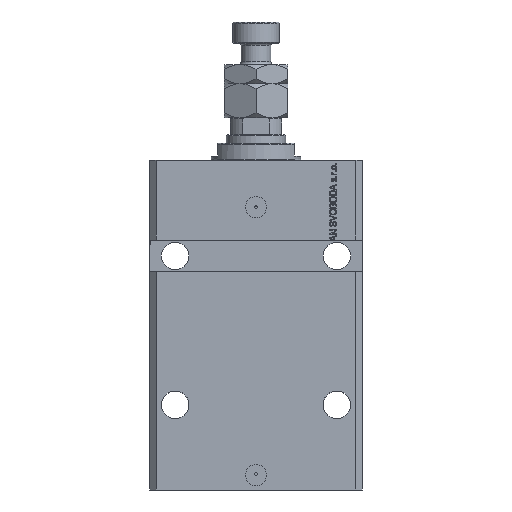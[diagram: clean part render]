
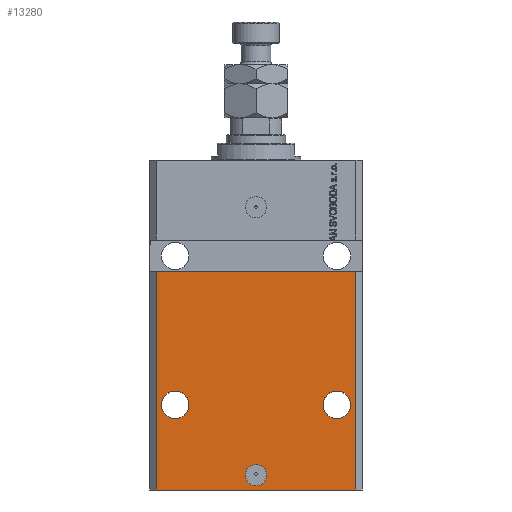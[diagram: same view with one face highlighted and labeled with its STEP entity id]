
A CAD part, front view. The second image highlights one B-rep face of the part: STEP entity #13280.
In plain terms, the highlighted planar face has unit normal (0, -1, 0).
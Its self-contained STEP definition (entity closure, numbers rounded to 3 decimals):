
#540 = FACE_BOUND ( 'NONE', #44415, .T. ) ;
#600 = EDGE_CURVE ( 'NONE', #48818, #27266, #23090, .T. ) ;
#961 = CARTESIAN_POINT ( 'NONE',  ( 5., -37.5, -148. ) ) ;
#1138 = CIRCLE ( 'NONE', #31738, 5. ) ;
#1347 = CARTESIAN_POINT ( 'NONE',  ( -38., -37.5, -115. ) ) ;
#1735 = CARTESIAN_POINT ( 'NONE',  ( 47., -37.5, -52.5 ) ) ;
#2107 = VERTEX_POINT ( 'NONE', #1735 ) ;
#4821 = FACE_BOUND ( 'NONE', #11695, .T. ) ;
#4927 = DIRECTION ( 'NONE',  ( 0., 0., 1. ) ) ;
#5059 = CIRCLE ( 'NONE', #26794, 6.5 ) ;
#5731 = ORIENTED_EDGE ( 'NONE', *, *, #20981, .F. ) ;
#5932 = EDGE_CURVE ( 'NONE', #25577, #2107, #34278, .T. ) ;
#5935 = ORIENTED_EDGE ( 'NONE', *, *, #5932, .F. ) ;
#6108 = EDGE_CURVE ( 'NONE', #12461, #7722, #46605, .T. ) ;
#6925 = VERTEX_POINT ( 'NONE', #32602 ) ;
#6995 = DIRECTION ( 'NONE',  ( 0., -1., 0. ) ) ;
#7278 = DIRECTION ( 'NONE',  ( 1., 0., 0. ) ) ;
#7497 = CARTESIAN_POINT ( 'NONE',  ( 38., -37.5, -115. ) ) ;
#7722 = VERTEX_POINT ( 'NONE', #14013 ) ;
#7808 = AXIS2_PLACEMENT_3D ( 'NONE', #1347, #28305, #21244 ) ;
#7854 = CARTESIAN_POINT ( 'NONE',  ( -47., -37.5, -155. ) ) ;
#10698 = EDGE_CURVE ( 'NONE', #6925, #44282, #22763, .T. ) ;
#10788 = LINE ( 'NONE', #44872, #33939 ) ;
#11057 = CARTESIAN_POINT ( 'NONE',  ( 47., -37.5, -155. ) ) ;
#11354 = CARTESIAN_POINT ( 'NONE',  ( -31.5, -37.5, -115. ) ) ;
#11516 = VERTEX_POINT ( 'NONE', #11057 ) ;
#11695 = EDGE_LOOP ( 'NONE', ( #38594, #31624 ) ) ;
#12461 = VERTEX_POINT ( 'NONE', #961 ) ;
#12483 = EDGE_CURVE ( 'NONE', #44282, #6925, #5059, .T. ) ;
#13280 = ADVANCED_FACE ( 'NONE', ( #4821, #540, #16409, #42434 ), #31297, .T. ) ;
#14013 = CARTESIAN_POINT ( 'NONE',  ( -5., -37.5, -148. ) ) ;
#14729 = VECTOR ( 'NONE', #4927, 1000. ) ;
#16409 = FACE_BOUND ( 'NONE', #29669, .T. ) ;
#16630 = ORIENTED_EDGE ( 'NONE', *, *, #36695, .F. ) ;
#18303 = EDGE_CURVE ( 'NONE', #7722, #12461, #1138, .T. ) ;
#18973 = CIRCLE ( 'NONE', #34304, 6.5 ) ;
#19192 = DIRECTION ( 'NONE',  ( 0., -1., 0. ) ) ;
#19309 = ORIENTED_EDGE ( 'NONE', *, *, #43689, .T. ) ;
#19891 = DIRECTION ( 'NONE',  ( 0., -1., 0. ) ) ;
#20981 = EDGE_CURVE ( 'NONE', #27266, #48818, #18973, .T. ) ;
#21244 = DIRECTION ( 'NONE',  ( -1., 0., 0. ) ) ;
#22763 = CIRCLE ( 'NONE', #49358, 6.5 ) ;
#23090 = CIRCLE ( 'NONE', #7808, 6.5 ) ;
#23378 = DIRECTION ( 'NONE',  ( -1., 0., 0. ) ) ;
#23841 = CARTESIAN_POINT ( 'NONE',  ( 47., -37.5, -155. ) ) ;
#24001 = VECTOR ( 'NONE', #7278, 1000. ) ;
#24397 = CARTESIAN_POINT ( 'NONE',  ( 38., -37.5, -115. ) ) ;
#25577 = VERTEX_POINT ( 'NONE', #36527 ) ;
#26794 = AXIS2_PLACEMENT_3D ( 'NONE', #24397, #39064, #43110 ) ;
#27266 = VERTEX_POINT ( 'NONE', #11354 ) ;
#28305 = DIRECTION ( 'NONE',  ( 0., -1., 0. ) ) ;
#28932 = DIRECTION ( 'NONE',  ( 1., 0., 0. ) ) ;
#29464 = VERTEX_POINT ( 'NONE', #41354 ) ;
#29669 = EDGE_LOOP ( 'NONE', ( #5731, #33024 ) ) ;
#29935 = DIRECTION ( 'NONE',  ( 0., 0., 1. ) ) ;
#30181 = DIRECTION ( 'NONE',  ( 1., 0., 0. ) ) ;
#31169 = CARTESIAN_POINT ( 'NONE',  ( 31.5, -37.5, -115. ) ) ;
#31297 = PLANE ( 'NONE',  #48614 ) ;
#31438 = CARTESIAN_POINT ( 'NONE',  ( -38., -37.5, -115. ) ) ;
#31624 = ORIENTED_EDGE ( 'NONE', *, *, #18303, .F. ) ;
#31738 = AXIS2_PLACEMENT_3D ( 'NONE', #35537, #19891, #43375 ) ;
#31919 = ORIENTED_EDGE ( 'NONE', *, *, #48489, .T. ) ;
#32602 = CARTESIAN_POINT ( 'NONE',  ( 44.5, -37.5, -115. ) ) ;
#33024 = ORIENTED_EDGE ( 'NONE', *, *, #600, .F. ) ;
#33182 = ORIENTED_EDGE ( 'NONE', *, *, #12483, .F. ) ;
#33939 = VECTOR ( 'NONE', #29935, 1000. ) ;
#34278 = LINE ( 'NONE', #41863, #24001 ) ;
#34304 = AXIS2_PLACEMENT_3D ( 'NONE', #31438, #34739, #23378 ) ;
#34739 = DIRECTION ( 'NONE',  ( 0., -1., 0. ) ) ;
#35537 = CARTESIAN_POINT ( 'NONE',  ( 0., -37.5, -148. ) ) ;
#36094 = AXIS2_PLACEMENT_3D ( 'NONE', #45334, #48379, #37509 ) ;
#36527 = CARTESIAN_POINT ( 'NONE',  ( -47., -37.5, -52.5 ) ) ;
#36695 = EDGE_CURVE ( 'NONE', #29464, #25577, #10788, .T. ) ;
#36731 = EDGE_LOOP ( 'NONE', ( #5935, #16630, #31919, #19309 ) ) ;
#37509 = DIRECTION ( 'NONE',  ( 1., 0., 0. ) ) ;
#38594 = ORIENTED_EDGE ( 'NONE', *, *, #6108, .F. ) ;
#38997 = LINE ( 'NONE', #23841, #14729 ) ;
#39064 = DIRECTION ( 'NONE',  ( 0., -1., 0. ) ) ;
#41314 = CARTESIAN_POINT ( 'NONE',  ( -47., -37.5, -155. ) ) ;
#41354 = CARTESIAN_POINT ( 'NONE',  ( -47., -37.5, -155. ) ) ;
#41863 = CARTESIAN_POINT ( 'NONE',  ( -50., -37.5, -52.5 ) ) ;
#42434 = FACE_OUTER_BOUND ( 'NONE', #36731, .T. ) ;
#43110 = DIRECTION ( 'NONE',  ( 1., 0., 0. ) ) ;
#43375 = DIRECTION ( 'NONE',  ( 1., 0., 0. ) ) ;
#43689 = EDGE_CURVE ( 'NONE', #11516, #2107, #38997, .T. ) ;
#44282 = VERTEX_POINT ( 'NONE', #31169 ) ;
#44415 = EDGE_LOOP ( 'NONE', ( #47830, #33182 ) ) ;
#44872 = CARTESIAN_POINT ( 'NONE',  ( -47., -37.5, -155. ) ) ;
#45334 = CARTESIAN_POINT ( 'NONE',  ( 0., -37.5, -148. ) ) ;
#46209 = DIRECTION ( 'NONE',  ( 1., 0., 0. ) ) ;
#46605 = CIRCLE ( 'NONE', #36094, 5. ) ;
#47174 = VECTOR ( 'NONE', #28932, 1000. ) ;
#47830 = ORIENTED_EDGE ( 'NONE', *, *, #10698, .F. ) ;
#48138 = LINE ( 'NONE', #41314, #47174 ) ;
#48379 = DIRECTION ( 'NONE',  ( 0., -1., 0. ) ) ;
#48489 = EDGE_CURVE ( 'NONE', #29464, #11516, #48138, .T. ) ;
#48614 = AXIS2_PLACEMENT_3D ( 'NONE', #7854, #19192, #46209 ) ;
#48818 = VERTEX_POINT ( 'NONE', #49006 ) ;
#49006 = CARTESIAN_POINT ( 'NONE',  ( -44.5, -37.5, -115. ) ) ;
#49358 = AXIS2_PLACEMENT_3D ( 'NONE', #7497, #6995, #30181 ) ;
